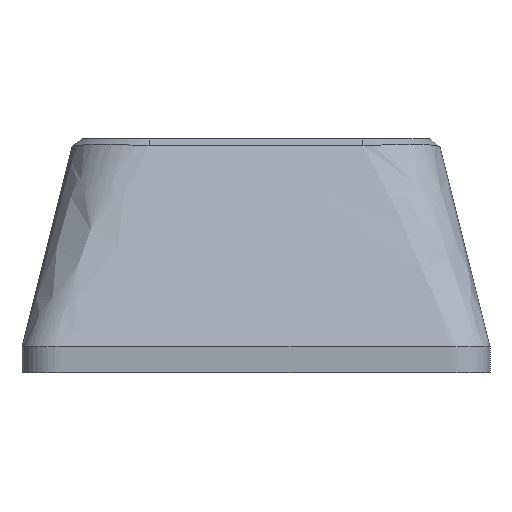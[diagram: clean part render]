
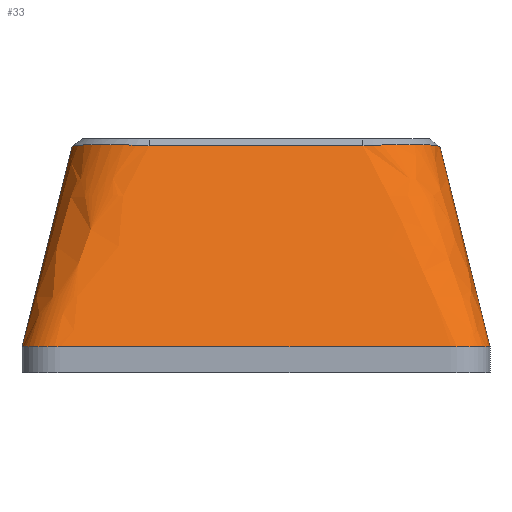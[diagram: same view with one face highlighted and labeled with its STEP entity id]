
A CAD part, front view. The second image highlights one B-rep face of the part: STEP entity #33.
In plain terms, the highlighted free-form (B-spline) face has degree [1, 2] with [2, 9] control points.
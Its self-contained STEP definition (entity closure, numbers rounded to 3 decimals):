
#33=ADVANCED_FACE('',(#119),#1291,.T.);
#119=FACE_OUTER_BOUND('',#205,.T.);
#205=EDGE_LOOP('',(#312,#313,#314,#315,#316,#317,#318));
#312=ORIENTED_EDGE('',*,*,#934,.T.);
#313=ORIENTED_EDGE('',*,*,#750,.T.);
#314=ORIENTED_EDGE('',*,*,#749,.T.);
#315=ORIENTED_EDGE('',*,*,#748,.T.);
#316=ORIENTED_EDGE('',*,*,#747,.T.);
#317=ORIENTED_EDGE('',*,*,#736,.F.);
#318=ORIENTED_EDGE('',*,*,#933,.F.);
#736=EDGE_CURVE('',#1164,#1168,#938,.T.);
#747=EDGE_CURVE('',#1170,#1168,#990,.T.);
#748=EDGE_CURVE('',#1171,#1170,#991,.T.);
#749=EDGE_CURVE('',#1172,#1171,#992,.T.);
#750=EDGE_CURVE('',#1173,#1172,#993,.T.);
#933=EDGE_CURVE('',#1286,#1164,#969,.T.);
#934=EDGE_CURVE('',#1286,#1173,#970,.T.);
#938=(
BOUNDED_CURVE()
B_SPLINE_CURVE(1,(#2107,#2108),.UNSPECIFIED.,.F.,.F.)
B_SPLINE_CURVE_WITH_KNOTS((2,2),(11.131,19.935),
 .UNSPECIFIED.)
CURVE()
GEOMETRIC_REPRESENTATION_ITEM()
RATIONAL_B_SPLINE_CURVE((1.,1.))
REPRESENTATION_ITEM('')
);
#969=(
BOUNDED_CURVE()
B_SPLINE_CURVE(2,(#2897,#2898,#2899,#2900,#2901,#2902,#2903,#2904,#2905),
 .UNSPECIFIED.,.F.,.F.)
B_SPLINE_CURVE_WITH_KNOTS((3,2,2,2,3),(-36.,-22.303,-18.,-4.303,
0.),.UNSPECIFIED.)
CURVE()
GEOMETRIC_REPRESENTATION_ITEM()
RATIONAL_B_SPLINE_CURVE((1.,1.,1.,0.707,1.,1.,1.,0.707,
1.))
REPRESENTATION_ITEM('')
);
#970=(
BOUNDED_CURVE()
B_SPLINE_CURVE(1,(#2906,#2907),.UNSPECIFIED.,.F.,.F.)
B_SPLINE_CURVE_WITH_KNOTS((2,2),(11.131,19.935),
 .UNSPECIFIED.)
CURVE()
GEOMETRIC_REPRESENTATION_ITEM()
RATIONAL_B_SPLINE_CURVE((1.,1.))
REPRESENTATION_ITEM('')
);
#990=B_SPLINE_CURVE_WITH_KNOTS('',3,(#2164,#2165,#2166,#2167,#2168),
 .UNSPECIFIED.,.F.,.F.,(4,1,4),(44.896,46.906,48.917),
 .UNSPECIFIED.);
#991=B_SPLINE_CURVE_WITH_KNOTS('',3,(#2169,#2170,#2171,#2172),
 .UNSPECIFIED.,.F.,.F.,(4,4),(36.669,44.896),
 .UNSPECIFIED.);
#992=B_SPLINE_CURVE_WITH_KNOTS('',3,(#2173,#2174,#2175,#2176,#2177),
 .UNSPECIFIED.,.F.,.F.,(4,1,4),(32.649,34.66,36.669),
 .UNSPECIFIED.);
#993=B_SPLINE_CURVE_WITH_KNOTS('',3,(#2178,#2179,#2180,#2181),
 .UNSPECIFIED.,.F.,.F.,(4,4),(24.384,32.649),
 .UNSPECIFIED.);
#1164=VERTEX_POINT('',#1958);
#1168=VERTEX_POINT('',#1962);
#1170=VERTEX_POINT('',#1964);
#1171=VERTEX_POINT('',#1965);
#1172=VERTEX_POINT('',#1966);
#1173=VERTEX_POINT('',#1967);
#1286=VERTEX_POINT('',#2080);
#1291=(
BOUNDED_SURFACE()
B_SPLINE_SURFACE(1,2,((#1836,#1837,#1838,#1839,#1840,#1841,#1842,#1843,
#1844),(#1845,#1846,#1847,#1848,#1849,#1850,#1851,#1852,#1853)),
 .UNSPECIFIED.,.F.,.F.,.F.)
B_SPLINE_SURFACE_WITH_KNOTS((2,2),(3,2,2,2,3),(11.131,20.282),
(-36.,-22.303,-18.,-4.303,0.),.UNSPECIFIED.)
GEOMETRIC_REPRESENTATION_ITEM()
RATIONAL_B_SPLINE_SURFACE(((1.,1.,1.,0.707,1.,1.,1.,0.707,
1.),(1.,1.,1.,0.707,1.,1.,1.,0.707,1.)))
REPRESENTATION_ITEM('')
SURFACE()
);
#1836=CARTESIAN_POINT('',(-15.,45.5,6.));
#1837=CARTESIAN_POINT('',(-15.,38.,6.));
#1838=CARTESIAN_POINT('',(-15.,30.5,6.));
#1839=CARTESIAN_POINT('',(-15.,29.,6.));
#1840=CARTESIAN_POINT('',(-16.5,29.,6.));
#1841=CARTESIAN_POINT('',(-24.,29.,6.));
#1842=CARTESIAN_POINT('',(-31.5,29.,6.));
#1843=CARTESIAN_POINT('',(-33.,29.,6.));
#1844=CARTESIAN_POINT('',(-33.,30.5,6.));
#1845=CARTESIAN_POINT('',(-17.,43.,14.));
#1846=CARTESIAN_POINT('',(-17.,39.,14.));
#1847=CARTESIAN_POINT('',(-17.,35.,14.));
#1848=CARTESIAN_POINT('',(-17.,32.,14.));
#1849=CARTESIAN_POINT('',(-20.,32.,14.));
#1850=CARTESIAN_POINT('',(-24.,32.,14.));
#1851=CARTESIAN_POINT('',(-28.,32.,14.));
#1852=CARTESIAN_POINT('',(-31.,32.,14.));
#1853=CARTESIAN_POINT('',(-31.,35.,14.));
#1958=CARTESIAN_POINT('',(-33.,30.5,6.));
#1962=CARTESIAN_POINT('',(-31.076,34.83,13.697));
#1964=CARTESIAN_POINT('',(-28.114,31.903,13.74));
#1965=CARTESIAN_POINT('',(-19.886,31.903,13.74));
#1966=CARTESIAN_POINT('',(-16.924,34.83,13.697));
#1967=CARTESIAN_POINT('',(-16.924,43.095,13.697));
#2080=CARTESIAN_POINT('',(-15.,45.5,6.));
#2107=CARTESIAN_POINT('',(-33.,30.5,6.));
#2108=CARTESIAN_POINT('',(-31.076,34.83,13.697));
#2164=CARTESIAN_POINT('',(-28.114,31.903,13.74));
#2165=CARTESIAN_POINT('',(-28.885,31.916,13.778));
#2166=CARTESIAN_POINT('',(-30.375,32.563,13.803));
#2167=CARTESIAN_POINT('',(-31.062,34.049,13.754));
#2168=CARTESIAN_POINT('',(-31.076,34.83,13.697));
#2169=CARTESIAN_POINT('',(-19.886,31.903,13.74));
#2170=CARTESIAN_POINT('',(-22.629,31.903,13.74));
#2171=CARTESIAN_POINT('',(-25.371,31.903,13.74));
#2172=CARTESIAN_POINT('',(-28.114,31.903,13.74));
#2173=CARTESIAN_POINT('',(-16.924,34.83,13.697));
#2174=CARTESIAN_POINT('',(-16.938,34.049,13.754));
#2175=CARTESIAN_POINT('',(-17.625,32.563,13.803));
#2176=CARTESIAN_POINT('',(-19.115,31.916,13.778));
#2177=CARTESIAN_POINT('',(-19.886,31.903,13.74));
#2178=CARTESIAN_POINT('',(-16.924,43.095,13.697));
#2179=CARTESIAN_POINT('',(-16.924,40.34,13.697));
#2180=CARTESIAN_POINT('',(-16.924,37.585,13.697));
#2181=CARTESIAN_POINT('',(-16.924,34.83,13.697));
#2897=CARTESIAN_POINT('',(-15.,45.5,6.));
#2898=CARTESIAN_POINT('',(-15.,38.,6.));
#2899=CARTESIAN_POINT('',(-15.,30.5,6.));
#2900=CARTESIAN_POINT('',(-15.,29.,6.));
#2901=CARTESIAN_POINT('',(-16.5,29.,6.));
#2902=CARTESIAN_POINT('',(-24.,29.,6.));
#2903=CARTESIAN_POINT('',(-31.5,29.,6.));
#2904=CARTESIAN_POINT('',(-33.,29.,6.));
#2905=CARTESIAN_POINT('',(-33.,30.5,6.));
#2906=CARTESIAN_POINT('',(-15.,45.5,6.));
#2907=CARTESIAN_POINT('',(-16.924,43.095,13.697));
